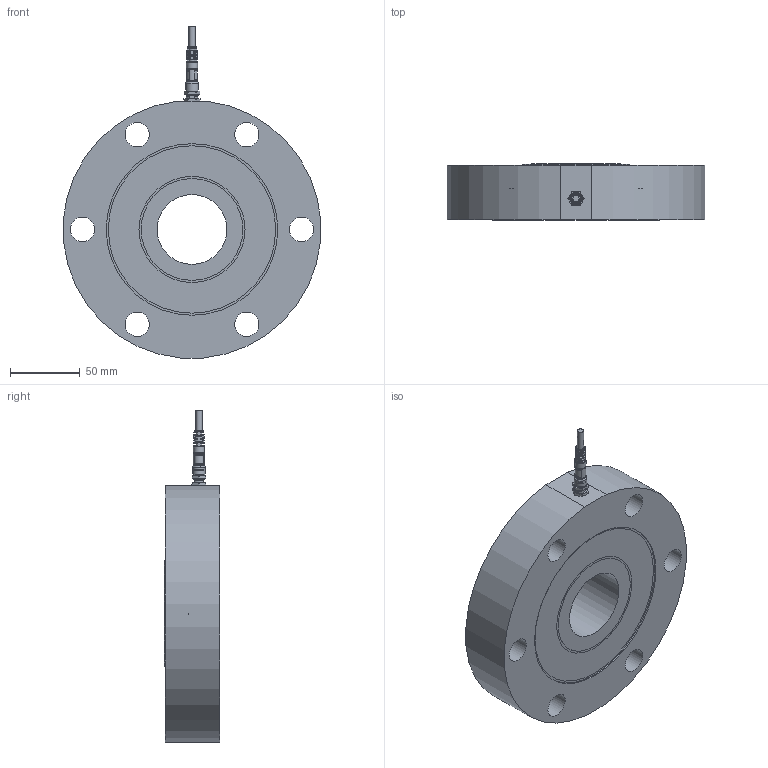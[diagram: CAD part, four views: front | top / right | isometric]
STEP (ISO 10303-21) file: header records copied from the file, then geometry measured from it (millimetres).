
FILE_DESCRIPTION (( 'STEP AP214' ), '1' );
FILE_NAME ('a_RKS01E-100k...200k-N3 STEP.STEP', '2024-10-30T08:43:37', ( '' ), ( '' ), 'SwSTEP 2.0', 'SolidWorks 2023', '' );
FILE_SCHEMA (( 'AUTOMOTIVE_DESIGN' ));
Length unit declared in the file: millimetre
Products named in the file (1): a_RKS01E-100k...200k-N3 STEP
Bounding box: 184.55 x 40 x 237.99 mm (x, y, z)
Volume: 842159.8 mm3; surface area: 98333.4 mm2
Topology: 7 solids, 18 shells, 409 faces, 994 edges, 642 vertices
Faces by surface type: plane 179, cylinder 124, cone 87, bspline 19
Full cylindrical faces by diameter (mm): 0.7 x4, 1 x8, 1.1 x4, 1.5 x4, 1.6 x4, 4 x1, 4.5 x1, 5.55 x3, 5.65 x7, 5.7 x2, 5.8 x2, 6 x1, 6.5 x1, 6.75 x2, 6.9 x2, 7 x3, 7.25 x2, 7.5 x2, 8 x4, 9 x1, 17.5 x6, 26 x6, 50 x1, 73 x1, 76 x2, 120 x2, 123 x1
Entity records: 17214 total; most frequent: CARTESIAN_POINT 8768, DIRECTION 1675, ORIENTED_EDGE 1594, EDGE_CURVE 797, AXIS2_PLACEMENT_3D 717, EDGE_LOOP 605, VERTEX_POINT 582, FACE_OUTER_BOUND 495
